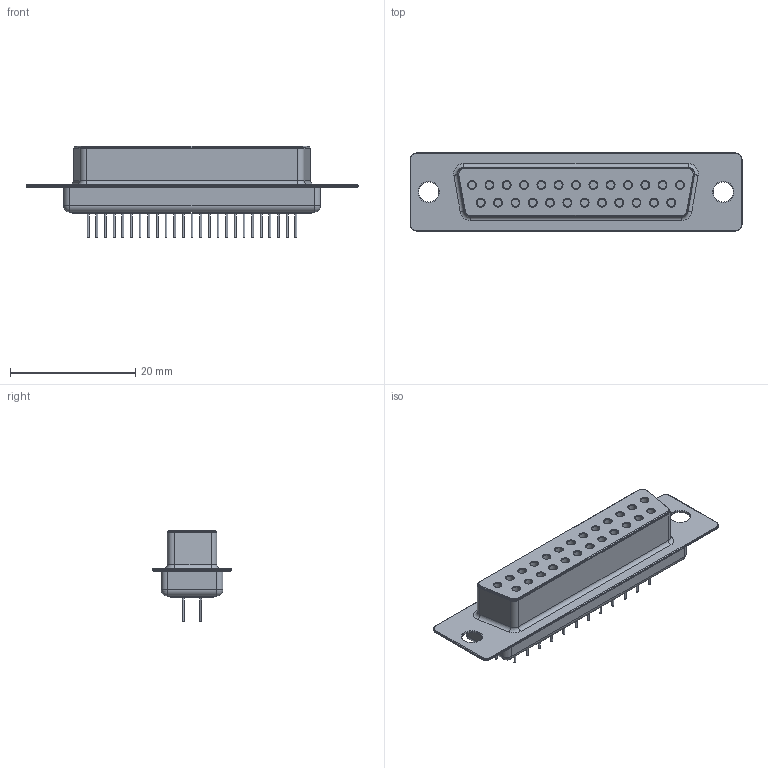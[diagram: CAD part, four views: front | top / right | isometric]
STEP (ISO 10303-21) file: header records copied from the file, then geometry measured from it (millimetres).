
FILE_DESCRIPTION(/* description */ ('model of DSUB-25_Female_Vertical_P2.77x2.84mm_MountingHoles'),/* implementation_level */ '2;1');
FILE_NAME(/* name */ 'DSUB-25_Female_Vertical_P2.77x2.84mm_MountingHoles.step',/* time_stamp */ '2019-01-05T14:21:13',/* author */ ('kicad StepUp','ksu'),/* organization */ ('FreeCAD'),/* preprocessor_version */ 'OCC',/* originating_system */ 'kicad StepUp',/* authorisation */ '');
FILE_SCHEMA(('AUTOMOTIVE_DESIGN { 1 0 10303 214 1 1 1 1 }'));
Length unit declared in the file: millimetre
Products named in the file (1): DSUB_52_female
Bounding box: 53.1 x 12.5 x 14.57 mm (x, y, z)
Volume: 3503.5 mm3; surface area: 3848.2 mm2
Topology: 2 solids, 2 shells, 232 faces, 492 edges, 290 vertices
Faces by surface type: cylinder 88, plane 66, cone 33, revolution 25, torus 16, sphere 4
Full cylindrical faces by diameter (mm): 0.3 x25, 1.2 x25, 3.2 x2
Entity records: 8117 total; most frequent: DIRECTION 1208, CARTESIAN_POINT 1186, ORIENTED_EDGE 976, EDGE_CURVE 488, AXIS2_PLACEMENT_3D 487, FACE_BOUND 314, EDGE_LOOP 314, VERTEX_POINT 290
